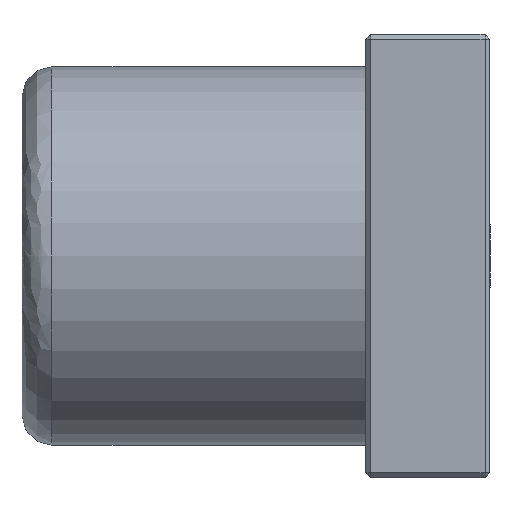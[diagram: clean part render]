
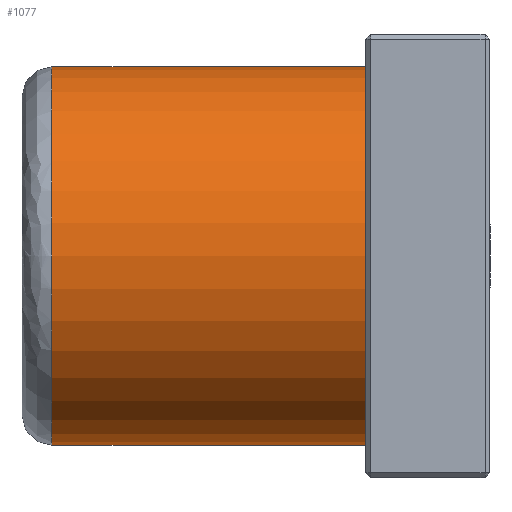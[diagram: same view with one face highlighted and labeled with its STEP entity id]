
A CAD part, front view. The second image highlights one B-rep face of the part: STEP entity #1077.
In plain terms, the highlighted cylindrical face has radius 19 mm (diameter 38 mm), a full revolution.
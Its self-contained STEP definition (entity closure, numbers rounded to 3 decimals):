
#34 = DIRECTION ( 'NONE',  ( 1., 0., 0. ) ) ;
#63 = CYLINDRICAL_SURFACE ( 'NONE', #1246, 19. ) ;
#222 = FACE_OUTER_BOUND ( 'NONE', #236, .T. ) ;
#226 = ORIENTED_EDGE ( 'NONE', *, *, #1280, .T. ) ;
#236 = EDGE_LOOP ( 'NONE', ( #226 ) ) ;
#275 = CARTESIAN_POINT ( 'NONE',  ( 5.2, 19., 0. ) ) ;
#314 = EDGE_CURVE ( 'NONE', #1136, #1136, #507, .T. ) ;
#379 = AXIS2_PLACEMENT_3D ( 'NONE', #801, #1476, #598 ) ;
#390 = ORIENTED_EDGE ( 'NONE', *, *, #314, .T. ) ;
#507 = CIRCLE ( 'NONE', #1957, 19. ) ;
#514 = DIRECTION ( 'NONE',  ( -1., 0., 0. ) ) ;
#598 = DIRECTION ( 'NONE',  ( 0., 1., 0. ) ) ;
#649 = VERTEX_POINT ( 'NONE', #275 ) ;
#718 = EDGE_LOOP ( 'NONE', ( #390 ) ) ;
#801 = CARTESIAN_POINT ( 'NONE',  ( 5.2, 0., 0. ) ) ;
#907 = DIRECTION ( 'NONE',  ( 0., 1., 0. ) ) ;
#1077 = ADVANCED_FACE ( 'NONE', ( #1589, #222 ), #63, .T. ) ;
#1136 = VERTEX_POINT ( 'NONE', #1650 ) ;
#1241 = CARTESIAN_POINT ( 'NONE',  ( 36.7, 0., 0. ) ) ;
#1246 = AXIS2_PLACEMENT_3D ( 'NONE', #1950, #34, #907 ) ;
#1280 = EDGE_CURVE ( 'NONE', #649, #649, #1353, .T. ) ;
#1353 = CIRCLE ( 'NONE', #379, 19. ) ;
#1476 = DIRECTION ( 'NONE',  ( 1., 0., 0. ) ) ;
#1560 = DIRECTION ( 'NONE',  ( 0., 1., 0. ) ) ;
#1589 = FACE_OUTER_BOUND ( 'NONE', #718, .T. ) ;
#1650 = CARTESIAN_POINT ( 'NONE',  ( 36.7, 19., 0. ) ) ;
#1950 = CARTESIAN_POINT ( 'NONE',  ( 23.272, 0., 0. ) ) ;
#1957 = AXIS2_PLACEMENT_3D ( 'NONE', #1241, #514, #1560 ) ;
